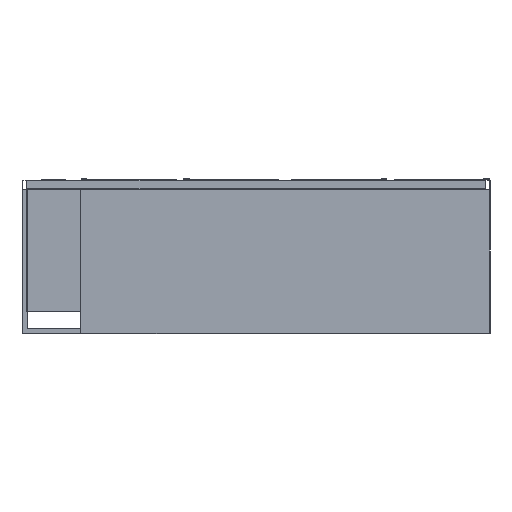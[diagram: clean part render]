
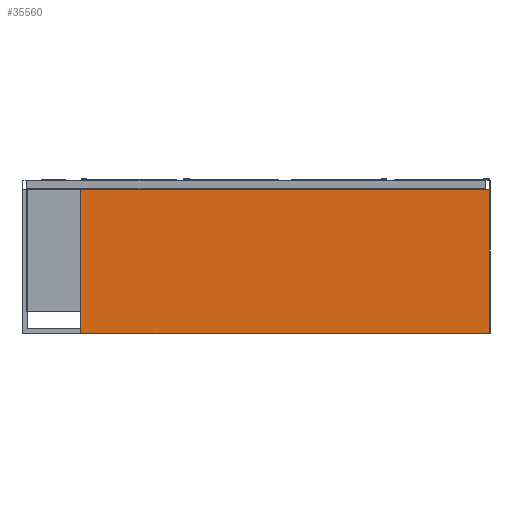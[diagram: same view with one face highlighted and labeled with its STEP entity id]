
A CAD part, front view. The second image highlights one B-rep face of the part: STEP entity #35560.
In plain terms, the highlighted planar face has unit normal (0, -1, 0).
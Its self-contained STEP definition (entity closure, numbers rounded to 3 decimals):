
#1113 = EDGE_CURVE ( 'NONE', #32795, #34274, #10954, .T. ) ;
#2229 = ORIENTED_EDGE ( 'NONE', *, *, #19522, .T. ) ;
#4400 = CARTESIAN_POINT ( 'NONE',  ( -880., -230., -42. ) ) ;
#5410 = CARTESIAN_POINT ( 'NONE',  ( -878., -230., -660. ) ) ;
#8201 = CARTESIAN_POINT ( 'NONE',  ( -878., -230., -658. ) ) ;
#8304 = CARTESIAN_POINT ( 'NONE',  ( -880., -230., -658. ) ) ;
#9585 = FACE_OUTER_BOUND ( 'NONE', #17690, .T. ) ;
#9589 = ORIENTED_EDGE ( 'NONE', *, *, #13545, .T. ) ;
#9785 = VERTEX_POINT ( 'NONE', #32032 ) ;
#10954 = LINE ( 'NONE', #8304, #27627 ) ;
#12892 = DIRECTION ( 'NONE',  ( -1., 0., 0. ) ) ;
#13545 = EDGE_CURVE ( 'NONE', #9785, #30639, #25104, .T. ) ;
#15386 = ORIENTED_EDGE ( 'NONE', *, *, #23175, .T. ) ;
#15619 = VECTOR ( 'NONE', #19011, 1000. ) ;
#16202 = CARTESIAN_POINT ( 'NONE',  ( 878., -230., -660. ) ) ;
#16271 = VECTOR ( 'NONE', #12892, 1000. ) ;
#16571 = LINE ( 'NONE', #16202, #15619 ) ;
#17690 = EDGE_LOOP ( 'NONE', ( #9589, #15386, #35694, #2229 ) ) ;
#18193 = VECTOR ( 'NONE', #28380, 1000. ) ;
#19011 = DIRECTION ( 'NONE',  ( 0., 0., 1. ) ) ;
#19522 = EDGE_CURVE ( 'NONE', #34274, #9785, #16571, .T. ) ;
#19572 = CARTESIAN_POINT ( 'NONE',  ( -878., -230., -42. ) ) ;
#23175 = EDGE_CURVE ( 'NONE', #30639, #32795, #25548, .T. ) ;
#25104 = LINE ( 'NONE', #4400, #16271 ) ;
#25548 = LINE ( 'NONE', #5410, #18193 ) ;
#25985 = AXIS2_PLACEMENT_3D ( 'NONE', #34846, #28987, #32206 ) ;
#27627 = VECTOR ( 'NONE', #37130, 1000. ) ;
#28380 = DIRECTION ( 'NONE',  ( 0., 0., -1. ) ) ;
#28987 = DIRECTION ( 'NONE',  ( 0., -1., 0. ) ) ;
#29368 = PLANE ( 'NONE',  #25985 ) ;
#30639 = VERTEX_POINT ( 'NONE', #19572 ) ;
#30897 = CARTESIAN_POINT ( 'NONE',  ( 878., -230., -658. ) ) ;
#32032 = CARTESIAN_POINT ( 'NONE',  ( 878., -230., -42. ) ) ;
#32206 = DIRECTION ( 'NONE',  ( 0., 0., -1. ) ) ;
#32795 = VERTEX_POINT ( 'NONE', #8201 ) ;
#34274 = VERTEX_POINT ( 'NONE', #30897 ) ;
#34846 = CARTESIAN_POINT ( 'NONE',  ( -880., -230., -660. ) ) ;
#35560 = ADVANCED_FACE ( 'Fl�che8', ( #9585 ), #29368, .T. ) ;
#35694 = ORIENTED_EDGE ( 'NONE', *, *, #1113, .T. ) ;
#37130 = DIRECTION ( 'NONE',  ( 1., 0., 0. ) ) ;
